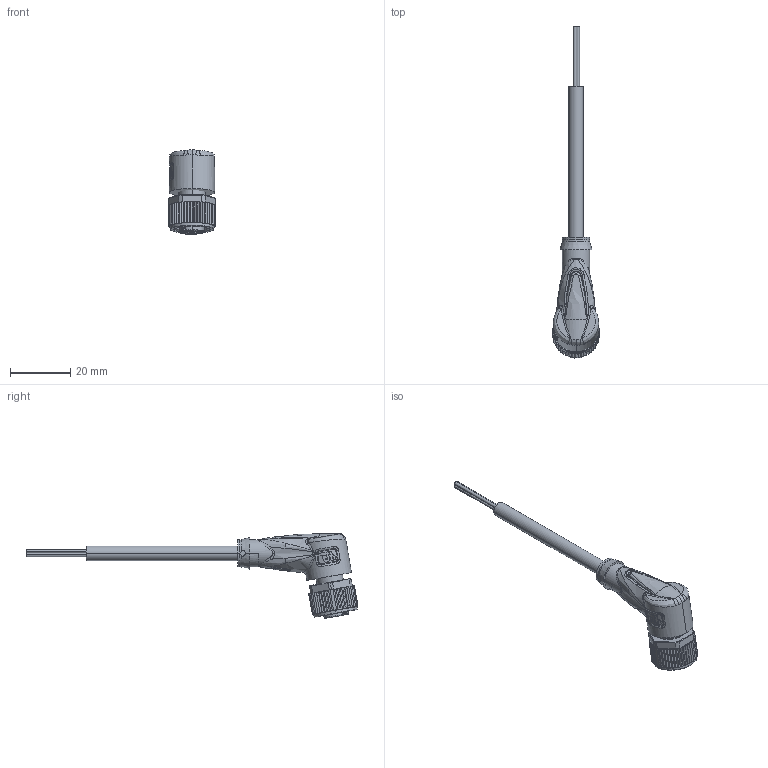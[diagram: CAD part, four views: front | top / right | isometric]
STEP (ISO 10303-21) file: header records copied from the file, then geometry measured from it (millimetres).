
FILE_DESCRIPTION(('STEP AP214'),'1');
FILE_NAME('cctmp_32F1E7B6-BBDD-41F8-A4B4-C90E05B24F2C_2022_04_27_10_38_13_0305..stp','2022-04-27T08:38:18',('KiM GmbH'),('CADClick - www.CADClick.com'),'Spatial InterOp 3D postprocessed',' ','unknown authorization');
FILE_SCHEMA(('AUTOMOTIVE_DESIGN'));
Length unit declared in the file: millimetre
Products named in the file (7): T195836_1; Connection2; Cable; Connection1; Connection1_2; Connection1_1; T195836
Assembly tree (6 placements, depth 4):
  T195836
    T195836_1
      Connection2
      Cable
      Connection1
        Connection1_2
        Connection1_1
Bounding box: 15.4 x 109.86 x 28.05 mm (x, y, z)
Volume: 6963.7 mm3; surface area: 5055.9 mm2
Topology: 7 solids, 29 shells, 1108 faces, 2824 edges, 1782 vertices
Faces by surface type: plane 497, cylinder 236, torus 162, bspline 149, cone 64
Entity records: 54942 total; most frequent: CARTESIAN_POINT 25655, ORIENTED_EDGE 5598, DIRECTION 5035, EDGE_CURVE 2821, AXIS2_PLACEMENT_3D 1826, VERTEX_POINT 1782, LINE 1383, VECTOR 1383
